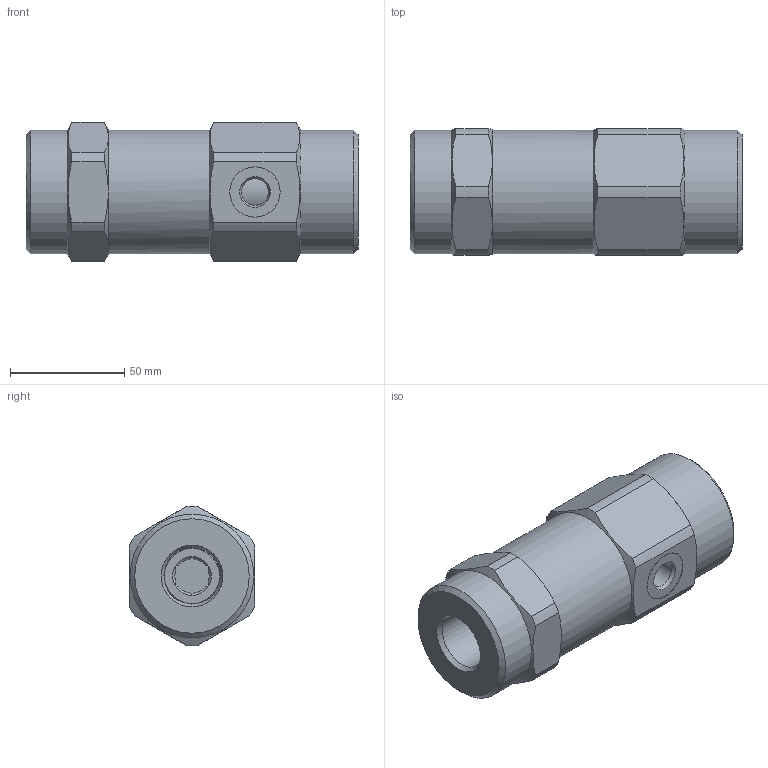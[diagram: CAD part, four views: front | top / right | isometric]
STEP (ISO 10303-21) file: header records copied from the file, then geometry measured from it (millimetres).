
FILE_DESCRIPTION(/* description */ ('Unknown'),/* implementation_level */ '2;1');
FILE_NAME(/* name */ 'V0204',/* time_stamp */ '2024-02-05T13:44:41+01:00',/* author */ ('Unknown'),/* organization */ ('Unknown'),/* preprocessor_version */ 'ST-DEVELOPER v16.7',/* originating_system */ 'DEX',/* authorisation */ $);
FILE_SCHEMA (('AUTOMOTIVE_DESIGN {1 0 10303 214 3 1 1}'));
Length unit declared in the file: millimetre
Products named in the file (1): V0204
Bounding box: 145 x 55 x 61 mm (x, y, z)
Volume: 329108.6 mm3; surface area: 33869.8 mm2
Topology: 1 solids, 1 shells, 74 faces, 190 edges, 124 vertices
Faces by surface type: plane 31, cylinder 27, cone 16
Full cylindrical faces by diameter (mm): 11.8 x2, 22 x1, 24.5 x2, 54 x3
Entity records: 2706 total; most frequent: CARTESIAN_POINT 541, DIRECTION 330, ORIENTED_EDGE 320, EDGE_CURVE 160, AXIS2_PLACEMENT_3D 138, VERTEX_POINT 112, EDGE_LOOP 98, FACE_BOUND 98
